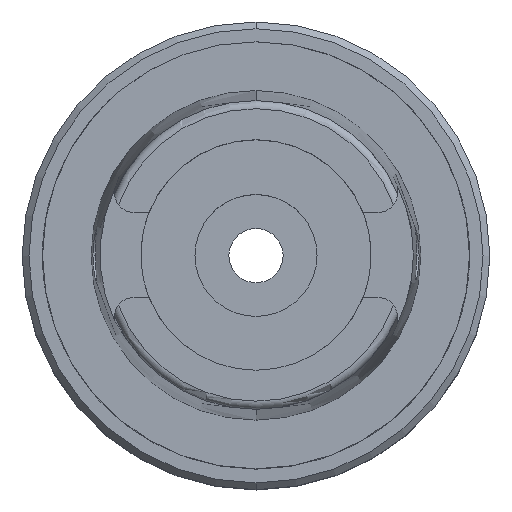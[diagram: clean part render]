
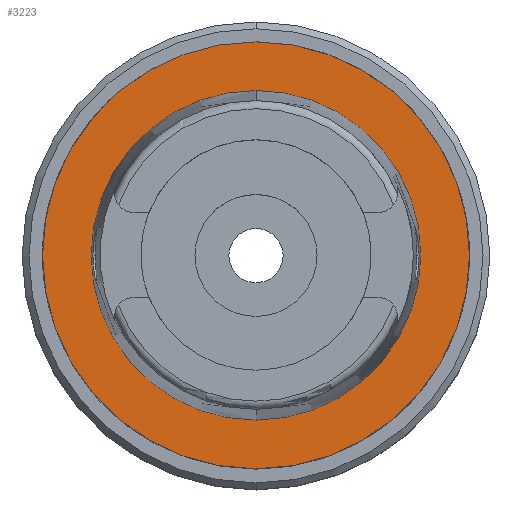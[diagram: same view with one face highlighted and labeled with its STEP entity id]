
A CAD part, top view. The second image highlights one B-rep face of the part: STEP entity #3223.
In plain terms, the highlighted planar face has unit normal (0, 0, 1).
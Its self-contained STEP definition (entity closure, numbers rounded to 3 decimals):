
#633=CARTESIAN_POINT('',(0.,0.,0.));
#634=DIRECTION('',(0.,0.,-1.));
#635=DIRECTION('',(0.,-1.,0.));
#636=AXIS2_PLACEMENT_3D('',#633,#634,#635);
#641=CARTESIAN_POINT('',(0.,0.,0.));
#642=DIRECTION('',(0.,0.,-1.));
#643=DIRECTION('',(0.,1.,0.));
#644=AXIS2_PLACEMENT_3D('',#641,#642,#643);
#649=CARTESIAN_POINT('',(0.,0.,0.));
#650=DIRECTION('',(0.,0.,1.));
#651=DIRECTION('',(0.,-1.,0.));
#652=AXIS2_PLACEMENT_3D('',#649,#650,#651);
#657=CARTESIAN_POINT('',(0.,0.,0.));
#658=DIRECTION('',(0.,0.,1.));
#659=DIRECTION('',(0.,1.,0.));
#660=AXIS2_PLACEMENT_3D('',#657,#658,#659);
#2551=CARTESIAN_POINT('',(0.,-24.315,0.));
#2552=VERTEX_POINT('',#2551);
#2553=CARTESIAN_POINT('',(0.,24.315,0.));
#2554=VERTEX_POINT('',#2553);
#2561=CARTESIAN_POINT('',(0.,-31.5,0.));
#2562=CARTESIAN_POINT('',(0.,31.5,0.));
#2563=VERTEX_POINT('',#2561);
#2564=VERTEX_POINT('',#2562);
#3208=CARTESIAN_POINT('',(0.,0.,0.));
#3209=DIRECTION('',(0.,0.,-1.));
#3210=DIRECTION('',(0.,-1.,0.));
#3211=AXIS2_PLACEMENT_3D('',#3208,#3209,#3210);
#3212=PLANE('',#3211);
#3214=ORIENTED_EDGE('',*,*,#3213,.T.);
#3216=ORIENTED_EDGE('',*,*,#3215,.T.);
#3217=EDGE_LOOP('',(#3214,#3216));
#3218=FACE_OUTER_BOUND('',#3217,.F.);
#3219=ORIENTED_EDGE('',*,*,#3081,.T.);
#3220=ORIENTED_EDGE('',*,*,#3182,.T.);
#3221=EDGE_LOOP('',(#3219,#3220));
#3222=FACE_BOUND('',#3221,.F.);
#637=CIRCLE('',#636,31.5);
#645=CIRCLE('',#644,31.5);
#653=CIRCLE('',#652,24.315);
#661=CIRCLE('',#660,24.315);
#3081=EDGE_CURVE('',#2552,#2554,#653,.T.);
#3182=EDGE_CURVE('',#2554,#2552,#661,.T.);
#3213=EDGE_CURVE('',#2563,#2564,#637,.T.);
#3215=EDGE_CURVE('',#2564,#2563,#645,.T.);
#3223=ADVANCED_FACE('',(#3218,#3222),#3212,.F.);
